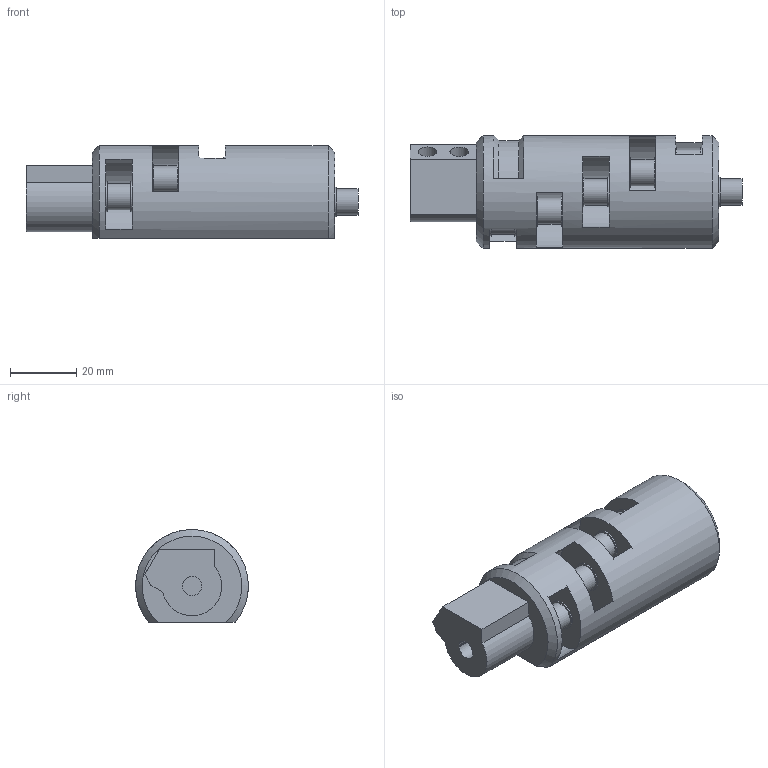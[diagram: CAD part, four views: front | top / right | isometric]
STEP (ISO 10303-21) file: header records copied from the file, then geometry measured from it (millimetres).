
FILE_DESCRIPTION(/* description */ (''),/* implementation_level */ '2;1');
FILE_NAME(/* name */ 'mmu2-idler-heated-inserts.step',/* time_stamp */ '2021-01-13T15:32:44-05:00',/* author */ (''),/* organization */ (''),/* preprocessor_version */ 'ST-DEVELOPER v18.1',/* originating_system */ 'Autodesk Translation Framework v9.7.1.1290',/* authorisation */ '');
FILE_SCHEMA (('AUTOMOTIVE_DESIGN { 1 0 10303 214 3 1 1 }'));
Length unit declared in the file: millimetre
Products named in the file (1): mmu2-idler-heated-inserts
Bounding box: 100 x 34 x 28 mm (x, y, z)
Volume: 51810.1 mm3; surface area: 16191.8 mm2
Topology: 1 solids, 1 shells, 80 faces, 169 edges, 112 vertices
Faces by surface type: plane 41, cylinder 33, cone 4, torus 2
Full cylindrical faces by diameter (mm): 3.2 x2, 4.6 x2, 5.7 x2, 7.9 x6, 9 x11
Entity records: 2292 total; most frequent: CARTESIAN_POINT 440, DIRECTION 407, ORIENTED_EDGE 338, EDGE_CURVE 169, AXIS2_PLACEMENT_3D 169, EDGE_LOOP 115, VERTEX_POINT 112, CIRCLE 84
